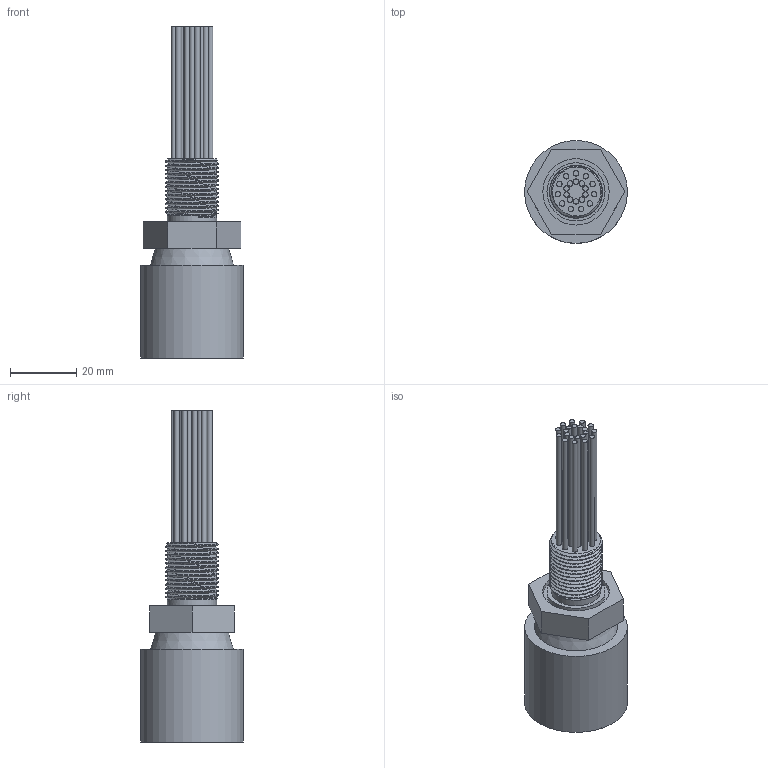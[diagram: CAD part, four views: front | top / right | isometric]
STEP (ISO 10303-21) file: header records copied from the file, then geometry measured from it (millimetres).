
FILE_DESCRIPTION(/* description */ (''),/* implementation_level */ '2;1');
FILE_NAME(/* name */ 'MCBH21F.stp',/* time_stamp */ '2014-11-25T14:57:44+01:00',/* author */ ('sh'),/* organization */ (''),/* preprocessor_version */ 'ST-DEVELOPER v15.2',/* originating_system */ 'Autodesk Inventor 2014',/* authorisation */ '');
FILE_SCHEMA (('AUTOMOTIVE_DESIGN { 1 0 10303 214 3 1 1 }'));
Length unit declared in the file: millimetre
Products named in the file (1): MCBH21F
Bounding box: 31 x 31 x 100 mm (x, y, z)
Volume: 29621 mm3; surface area: 15536.8 mm2
Topology: 1 solids, 1 shells, 650 faces, 1668 edges, 1112 vertices
Faces by surface type: plane 339, bspline 261, cylinder 47, cone 3
Full cylindrical faces by diameter (mm): 1.6 x21, 3.2 x21, 14.875 x1, 17.5 x1, 20 x1, 31 x1
Entity records: 23975 total; most frequent: CARTESIAN_POINT 9907, ORIENTED_EDGE 3240, DIRECTION 1968, EDGE_CURVE 1620, VERTEX_POINT 1111, LINE 994, VECTOR 994, EDGE_LOOP 789
